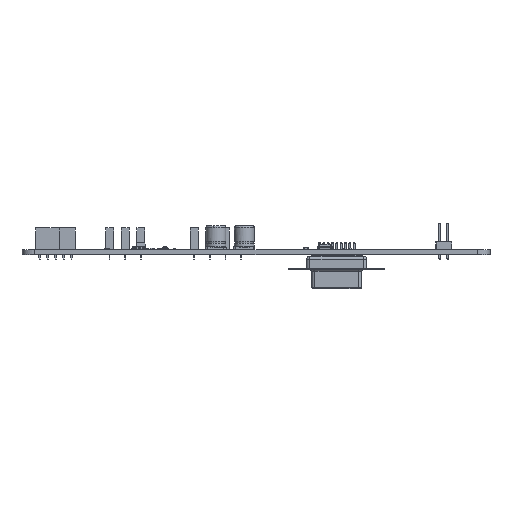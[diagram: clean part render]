
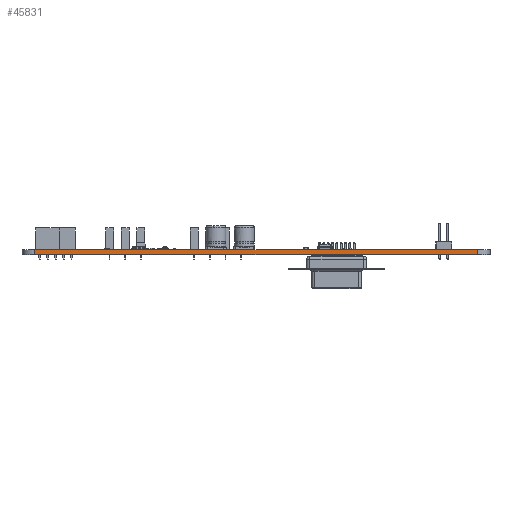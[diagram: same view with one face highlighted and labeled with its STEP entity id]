
A CAD part, left-side view. The second image highlights one B-rep face of the part: STEP entity #45831.
In plain terms, the highlighted planar face has unit normal (-1, 0, 0).
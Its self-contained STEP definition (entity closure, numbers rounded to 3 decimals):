
#41315 = VERTEX_POINT('',#41316);
#41316 = CARTESIAN_POINT('',(29.,-189.5,0.));
#41323 = EDGE_CURVE('',#41315,#41324,#41326,.T.);
#41324 = VERTEX_POINT('',#41325);
#41325 = CARTESIAN_POINT('',(29.,-48.,0.));
#41326 = LINE('',#41327,#41328);
#41327 = CARTESIAN_POINT('',(29.,-189.5,0.));
#41328 = VECTOR('',#41329,1.);
#41329 = DIRECTION('',(0.,1.,0.));
#43568 = VERTEX_POINT('',#43569);
#43569 = CARTESIAN_POINT('',(29.,-189.5,1.6));
#43576 = EDGE_CURVE('',#43568,#43577,#43579,.T.);
#43577 = VERTEX_POINT('',#43578);
#43578 = CARTESIAN_POINT('',(29.,-48.,1.6));
#43579 = LINE('',#43580,#43581);
#43580 = CARTESIAN_POINT('',(29.,-189.5,1.6));
#43581 = VECTOR('',#43582,1.);
#43582 = DIRECTION('',(0.,1.,0.));
#45801 = EDGE_CURVE('',#41324,#43577,#45802,.T.);
#45802 = LINE('',#45803,#45804);
#45803 = CARTESIAN_POINT('',(29.,-48.,0.));
#45804 = VECTOR('',#45805,1.);
#45805 = DIRECTION('',(0.,0.,1.));
#45831 = ADVANCED_FACE('',(#45832),#45843,.T.);
#45832 = FACE_BOUND('',#45833,.T.);
#45833 = EDGE_LOOP('',(#45834,#45840,#45841,#45842));
#45834 = ORIENTED_EDGE('',*,*,#45835,.T.);
#45835 = EDGE_CURVE('',#41315,#43568,#45836,.T.);
#45836 = LINE('',#45837,#45838);
#45837 = CARTESIAN_POINT('',(29.,-189.5,0.));
#45838 = VECTOR('',#45839,1.);
#45839 = DIRECTION('',(0.,0.,1.));
#45840 = ORIENTED_EDGE('',*,*,#43576,.T.);
#45841 = ORIENTED_EDGE('',*,*,#45801,.F.);
#45842 = ORIENTED_EDGE('',*,*,#41323,.F.);
#45843 = PLANE('',#45844);
#45844 = AXIS2_PLACEMENT_3D('',#45845,#45846,#45847);
#45845 = CARTESIAN_POINT('',(29.,-189.5,0.));
#45846 = DIRECTION('',(-1.,0.,0.));
#45847 = DIRECTION('',(0.,1.,0.));
